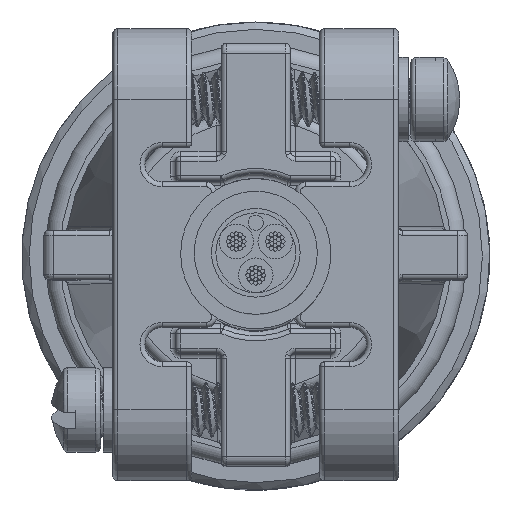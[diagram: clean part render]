
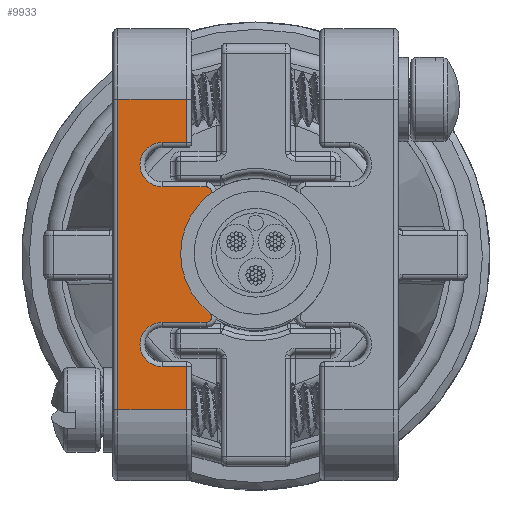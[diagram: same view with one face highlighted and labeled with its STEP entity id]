
A CAD part, top view. The second image highlights one B-rep face of the part: STEP entity #9933.
In plain terms, the highlighted face is planar.
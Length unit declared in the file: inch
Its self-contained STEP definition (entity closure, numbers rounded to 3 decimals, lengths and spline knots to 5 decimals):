
#741=LINE('',#20655,#1113);
#744=LINE('',#20667,#1116);
#745=LINE('',#20669,#1117);
#746=LINE('',#20671,#1118);
#747=LINE('',#20675,#1119);
#748=LINE('',#20683,#1120);
#749=LINE('',#20687,#1121);
#750=LINE('',#20689,#1122);
#751=LINE('',#20690,#1123);
#1113=VECTOR('',#13797,0.3937);
#1116=VECTOR('',#13812,0.3937);
#1117=VECTOR('',#13813,0.3937);
#1118=VECTOR('',#13814,0.3937);
#1119=VECTOR('',#13817,0.3937);
#1120=VECTOR('',#13824,0.3937);
#1121=VECTOR('',#13827,0.3937);
#1122=VECTOR('',#13828,0.3937);
#1123=VECTOR('',#13829,0.3937);
#2166=CIRCLE('',#11195,0.045);
#2167=CIRCLE('',#11196,0.01077);
#2168=CIRCLE('',#11197,0.21);
#2169=CIRCLE('',#11198,0.01077);
#2170=CIRCLE('',#11199,0.045);
#2643=PLANE('',#11194);
#3139=FACE_OUTER_BOUND('',#3911,.T.);
#3911=EDGE_LOOP('',(#8326,#8327,#8328,#8329,#8330,#8331,#8332,#8333,#8334,
#8335,#8336,#8337,#8338,#8339));
#4968=VERTEX_POINT('',#20645);
#4970=VERTEX_POINT('',#20651);
#4974=VERTEX_POINT('',#20666);
#4975=VERTEX_POINT('',#20668);
#4976=VERTEX_POINT('',#20670);
#4977=VERTEX_POINT('',#20672);
#4978=VERTEX_POINT('',#20674);
#4979=VERTEX_POINT('',#20676);
#4980=VERTEX_POINT('',#20678);
#4981=VERTEX_POINT('',#20680);
#4982=VERTEX_POINT('',#20682);
#4983=VERTEX_POINT('',#20684);
#4984=VERTEX_POINT('',#20686);
#4985=VERTEX_POINT('',#20688);
#6107=EDGE_CURVE('',#4968,#4970,#741,.T.);
#6113=EDGE_CURVE('',#4968,#4974,#744,.T.);
#6114=EDGE_CURVE('',#4975,#4974,#745,.T.);
#6115=EDGE_CURVE('',#4976,#4975,#746,.T.);
#6116=EDGE_CURVE('',#4977,#4976,#2166,.T.);
#6117=EDGE_CURVE('',#4978,#4977,#747,.T.);
#6118=EDGE_CURVE('',#4979,#4978,#2167,.T.);
#6119=EDGE_CURVE('',#4980,#4979,#2168,.T.);
#6120=EDGE_CURVE('',#4981,#4980,#2169,.T.);
#6121=EDGE_CURVE('',#4982,#4981,#748,.T.);
#6122=EDGE_CURVE('',#4983,#4982,#2170,.T.);
#6123=EDGE_CURVE('',#4984,#4983,#749,.T.);
#6124=EDGE_CURVE('',#4985,#4984,#750,.T.);
#6125=EDGE_CURVE('',#4970,#4985,#751,.T.);
#8326=ORIENTED_EDGE('',*,*,#6107,.F.);
#8327=ORIENTED_EDGE('',*,*,#6113,.T.);
#8328=ORIENTED_EDGE('',*,*,#6114,.F.);
#8329=ORIENTED_EDGE('',*,*,#6115,.F.);
#8330=ORIENTED_EDGE('',*,*,#6116,.F.);
#8331=ORIENTED_EDGE('',*,*,#6117,.F.);
#8332=ORIENTED_EDGE('',*,*,#6118,.F.);
#8333=ORIENTED_EDGE('',*,*,#6119,.F.);
#8334=ORIENTED_EDGE('',*,*,#6120,.F.);
#8335=ORIENTED_EDGE('',*,*,#6121,.F.);
#8336=ORIENTED_EDGE('',*,*,#6122,.F.);
#8337=ORIENTED_EDGE('',*,*,#6123,.F.);
#8338=ORIENTED_EDGE('',*,*,#6124,.F.);
#8339=ORIENTED_EDGE('',*,*,#6125,.F.);
#9933=ADVANCED_FACE('',(#3139),#2643,.T.);
#11194=AXIS2_PLACEMENT_3D('',#20665,#13810,#13811);
#11195=AXIS2_PLACEMENT_3D('',#20673,#13815,#13816);
#11196=AXIS2_PLACEMENT_3D('',#20677,#13818,#13819);
#11197=AXIS2_PLACEMENT_3D('',#20679,#13820,#13821);
#11198=AXIS2_PLACEMENT_3D('',#20681,#13822,#13823);
#11199=AXIS2_PLACEMENT_3D('',#20685,#13825,#13826);
#13797=DIRECTION('',(1.,0.,0.));
#13810=DIRECTION('center_axis',(0.,0.,-1.));
#13811=DIRECTION('ref_axis',(-1.,0.,0.));
#13812=DIRECTION('',(0.,1.,0.));
#13813=DIRECTION('',(-1.,0.,0.));
#13814=DIRECTION('',(0.,1.,0.));
#13815=DIRECTION('center_axis',(0.,0.,-1.));
#13816=DIRECTION('ref_axis',(0.,-1.,0.));
#13817=DIRECTION('',(0.,-1.,0.));
#13818=DIRECTION('center_axis',(0.,0.,1.));
#13819=DIRECTION('ref_axis',(-0.461,0.887,0.));
#13820=DIRECTION('center_axis',(0.,0.,-1.));
#13821=DIRECTION('ref_axis',(0.,-1.,0.));
#13822=DIRECTION('center_axis',(0.,0.,1.));
#13823=DIRECTION('ref_axis',(0.461,0.887,0.));
#13824=DIRECTION('',(0.,1.,0.));
#13825=DIRECTION('center_axis',(0.,0.,-1.));
#13826=DIRECTION('ref_axis',(0.,-1.,0.));
#13827=DIRECTION('',(0.,-1.,0.));
#13828=DIRECTION('',(-1.,0.,0.));
#13829=DIRECTION('',(0.,1.,0.));
#20645=CARTESIAN_POINT('',(-0.315,0.01,-0.144));
#20651=CARTESIAN_POINT('',(0.315,0.01,-0.144));
#20655=CARTESIAN_POINT('',(-0.1575,0.01,-0.144));
#20665=CARTESIAN_POINT('Origin',(-0.315,0.,-0.144));
#20666=CARTESIAN_POINT('',(-0.315,0.15,-0.144));
#20667=CARTESIAN_POINT('',(-0.315,0.,-0.144));
#20668=CARTESIAN_POINT('',(-0.2275,0.15,-0.144));
#20669=CARTESIAN_POINT('',(-0.26625,0.15,-0.144));
#20670=CARTESIAN_POINT('',(-0.2275,0.1,-0.144));
#20671=CARTESIAN_POINT('',(-0.2275,0.05,-0.144));
#20672=CARTESIAN_POINT('',(-0.1375,0.1,-0.144));
#20673=CARTESIAN_POINT('Origin',(-0.1825,0.1,-0.144));
#20674=CARTESIAN_POINT('',(-0.1375,0.18923,-0.144));
#20675=CARTESIAN_POINT('',(-0.1375,0.09462,-0.144));
#20676=CARTESIAN_POINT('',(-0.12055,0.19805,-0.144));
#20677=CARTESIAN_POINT('Origin',(-0.12673,0.18923,-0.144));
#20678=CARTESIAN_POINT('',(0.12055,0.19805,-0.144));
#20679=CARTESIAN_POINT('Origin',(0.,0.37,-0.144));
#20680=CARTESIAN_POINT('',(0.1375,0.18923,-0.144));
#20681=CARTESIAN_POINT('Origin',(0.12673,0.18923,-0.144));
#20682=CARTESIAN_POINT('',(0.1375,0.1,-0.144));
#20683=CARTESIAN_POINT('',(0.1375,0.05,-0.144));
#20684=CARTESIAN_POINT('',(0.2275,0.1,-0.144));
#20685=CARTESIAN_POINT('Origin',(0.1825,0.1,-0.144));
#20686=CARTESIAN_POINT('',(0.2275,0.15,-0.144));
#20687=CARTESIAN_POINT('',(0.2275,0.08,-0.144));
#20688=CARTESIAN_POINT('',(0.315,0.15,-0.144));
#20689=CARTESIAN_POINT('',(0.072,0.15,-0.144));
#20690=CARTESIAN_POINT('',(0.315,0.,-0.144));
